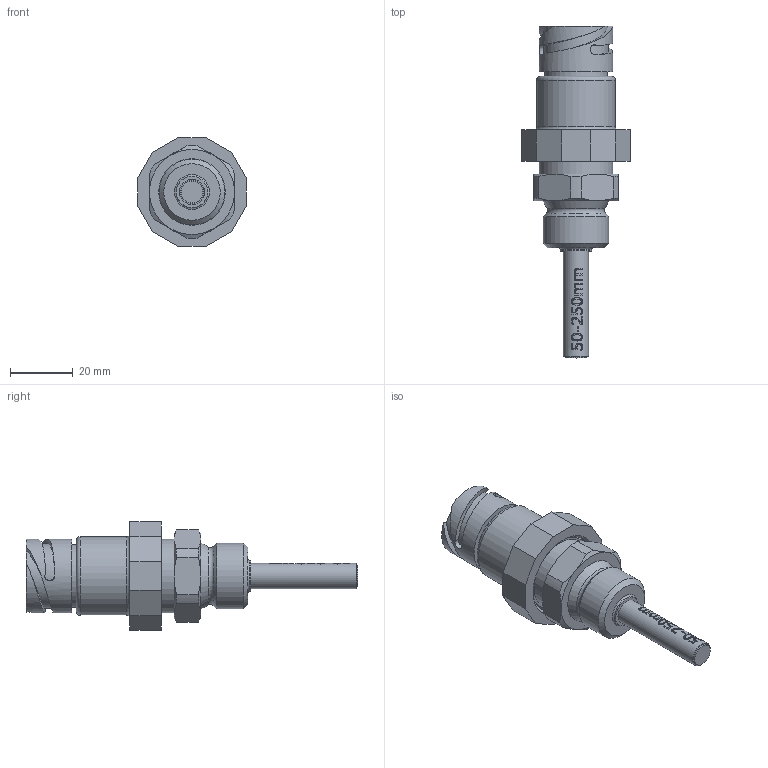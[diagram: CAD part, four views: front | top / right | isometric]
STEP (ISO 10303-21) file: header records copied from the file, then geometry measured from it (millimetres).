
FILE_DESCRIPTION((''),'2;1');
FILE_NAME('WEB084Z3058.step','2014-11-10T10:42:58',(''),(''),'Autodesk Inventor 2012','Autodesk Inventor 2012','');
FILE_SCHEMA(('AUTOMOTIVE_DESIGN { 1 2 10303 214 0 1 1 1 }'));
Length unit declared in the file: millimetre
Products named in the file (1): WEB084Z3058
Bounding box: 34.4 x 105.5 x 34.4 mm (x, y, z)
Volume: 34439.4 mm3; surface area: 11221.7 mm2
Topology: 1 solids, 1 shells, 305 faces, 795 edges, 523 vertices
Faces by surface type: plane 127, bspline 117, cylinder 37, cone 18, torus 6
Full cylindrical faces by diameter (mm): 2.5 x4, 6.95 x1, 7.2 x1, 8 x1, 10 x1, 18 x1, 20 x1, 20.955 x1, 22.5 x1, 23.5 x2, 24.1 x1, 25.05 x1, 26.026 x1
Entity records: 35456 total; most frequent: CARTESIAN_POINT 28903, ORIENTED_EDGE 1496, DIRECTION 933, EDGE_CURVE 748, VERTEX_POINT 510, EDGE_LOOP 368, VECTOR 335, LINE 335
